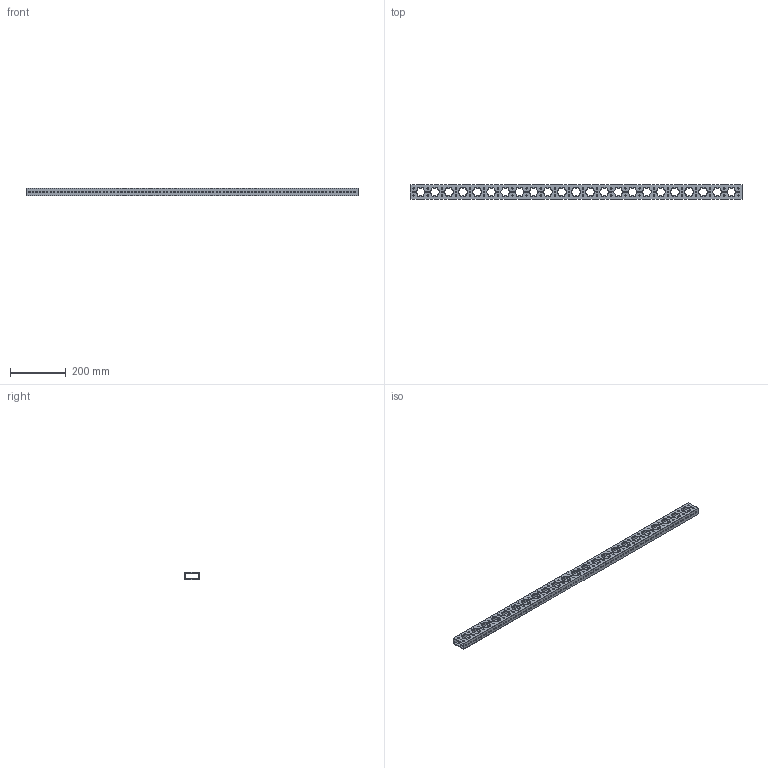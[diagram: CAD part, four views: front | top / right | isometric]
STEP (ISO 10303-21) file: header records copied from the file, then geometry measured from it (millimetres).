
FILE_DESCRIPTION (( 'STEP AP214' ), '1' );
FILE_NAME ('WCP-1429.step', '2024-04-24T21:25:55', ( '' ), ( '' ), 'SwSTEP 2.0', 'SolidWorks 2022', '' );
FILE_SCHEMA (( 'AUTOMOTIVE_DESIGN' ));
Length unit declared in the file: inch
Products named in the file (1): WCP-1429
Bounding box: 1193.8 x 50.8 x 25.4 mm (x, y, z)
Volume: 305623.7 mm3; surface area: 281861.6 mm2
Topology: 1 solids, 1 shells, 2004 faces, 6006 edges, 4004 vertices
Faces by surface type: cylinder 1994, plane 10
Entity records: 71626 total; most frequent: DIRECTION 14004, CARTESIAN_POINT 12015, ORIENTED_EDGE 12012, EDGE_CURVE 6006, AXIS2_PLACEMENT_3D 5993, VERTEX_POINT 4004, CIRCLE 3988, EDGE_LOOP 2758
